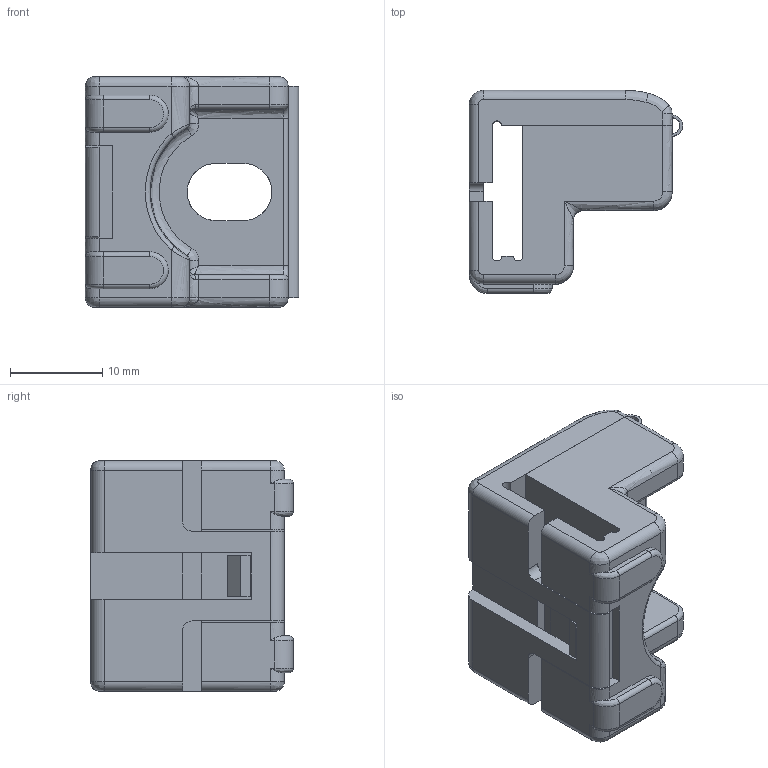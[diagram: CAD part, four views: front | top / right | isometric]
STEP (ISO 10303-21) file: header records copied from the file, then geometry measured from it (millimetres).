
FILE_DESCRIPTION((''),'2;1');
FILE_NAME('','2006-10-31T07:57:34',(''),(''),'','CADfix','');
FILE_SCHEMA(('AUTOMOTIVE_DESIGN'));
Length unit declared in the file: millimetre
Products named in the file (1): guide
Bounding box: 23.15 x 22 x 25 mm (x, y, z)
Volume: 5594.5 mm3; surface area: 4325.3 mm2
Topology: 1 solids, 1 shells, 172 faces, 443 edges, 262 vertices
Faces by surface type: bspline 172
Entity records: 5873 total; most frequent: CARTESIAN_POINT 3421, ORIENTED_EDGE 874, EDGE_CURVE 437, VERTEX_POINT 262, QUASI_UNIFORM_CURVE 247, EDGE_LOOP 175, FACE_OUTER_BOUND 172, ADVANCED_FACE 172
